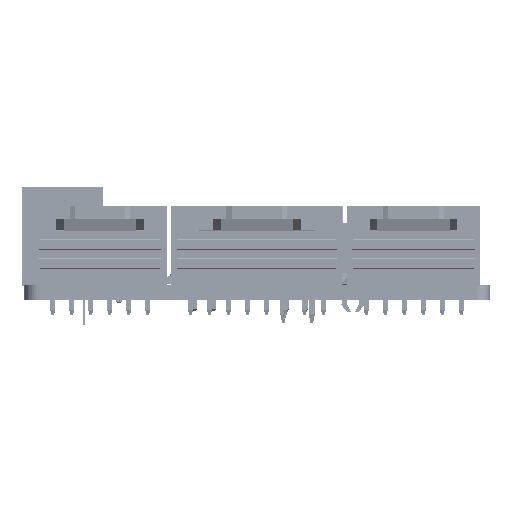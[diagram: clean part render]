
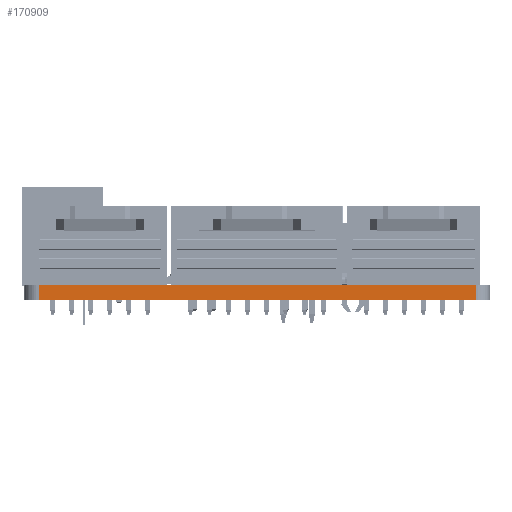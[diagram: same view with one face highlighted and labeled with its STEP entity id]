
A CAD part, left-side view. The second image highlights one B-rep face of the part: STEP entity #170909.
In plain terms, the highlighted planar face has unit normal (-1, 0, 0).
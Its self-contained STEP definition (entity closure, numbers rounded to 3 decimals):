
#168424 = VERTEX_POINT('',#168425);
#168425 = CARTESIAN_POINT('',(-64.65,23.,0.));
#168432 = EDGE_CURVE('',#168433,#168424,#168435,.T.);
#168433 = VERTEX_POINT('',#168434);
#168434 = CARTESIAN_POINT('',(-64.65,-23.,0.));
#168435 = LINE('',#168436,#168437);
#168436 = CARTESIAN_POINT('',(-64.65,-23.,0.));
#168437 = VECTOR('',#168438,1.);
#168438 = DIRECTION('',(0.,1.,0.));
#169653 = VERTEX_POINT('',#169654);
#169654 = CARTESIAN_POINT('',(-64.65,23.,1.6));
#169661 = EDGE_CURVE('',#169662,#169653,#169664,.T.);
#169662 = VERTEX_POINT('',#169663);
#169663 = CARTESIAN_POINT('',(-64.65,-23.,1.6));
#169664 = LINE('',#169665,#169666);
#169665 = CARTESIAN_POINT('',(-64.65,-23.,1.6));
#169666 = VECTOR('',#169667,1.);
#169667 = DIRECTION('',(0.,1.,0.));
#170879 = EDGE_CURVE('',#168424,#169653,#170880,.T.);
#170880 = LINE('',#170881,#170882);
#170881 = CARTESIAN_POINT('',(-64.65,23.,0.));
#170882 = VECTOR('',#170883,1.);
#170883 = DIRECTION('',(0.,0.,1.));
#170909 = ADVANCED_FACE('',(#170910),#170921,.T.);
#170910 = FACE_BOUND('',#170911,.T.);
#170911 = EDGE_LOOP('',(#170912,#170918,#170919,#170920));
#170912 = ORIENTED_EDGE('',*,*,#170913,.T.);
#170913 = EDGE_CURVE('',#168433,#169662,#170914,.T.);
#170914 = LINE('',#170915,#170916);
#170915 = CARTESIAN_POINT('',(-64.65,-23.,0.));
#170916 = VECTOR('',#170917,1.);
#170917 = DIRECTION('',(0.,0.,1.));
#170918 = ORIENTED_EDGE('',*,*,#169661,.T.);
#170919 = ORIENTED_EDGE('',*,*,#170879,.F.);
#170920 = ORIENTED_EDGE('',*,*,#168432,.F.);
#170921 = PLANE('',#170922);
#170922 = AXIS2_PLACEMENT_3D('',#170923,#170924,#170925);
#170923 = CARTESIAN_POINT('',(-64.65,-23.,0.));
#170924 = DIRECTION('',(-1.,0.,0.));
#170925 = DIRECTION('',(0.,1.,0.));
